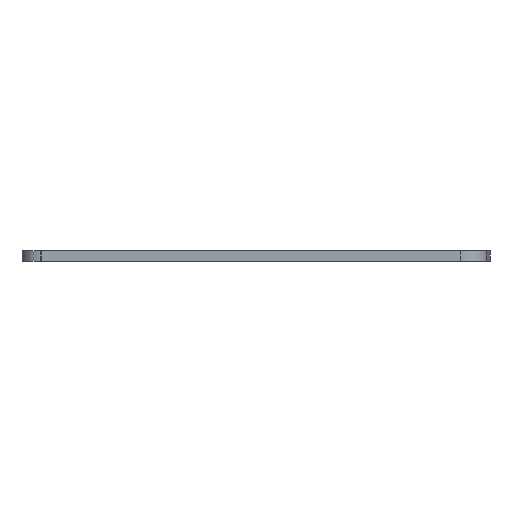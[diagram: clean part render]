
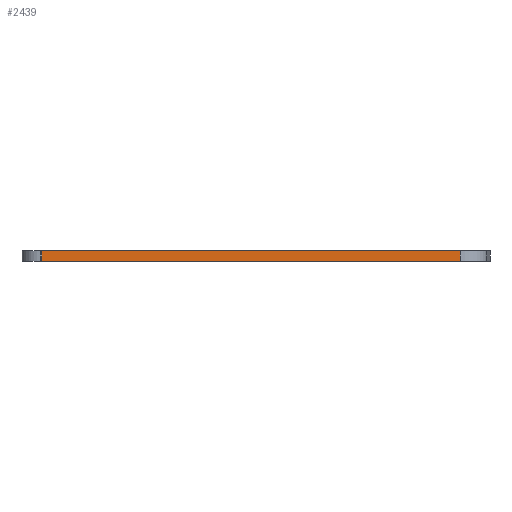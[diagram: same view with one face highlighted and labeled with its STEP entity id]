
A CAD part, front view. The second image highlights one B-rep face of the part: STEP entity #2439.
In plain terms, the highlighted planar face has unit normal (0, -1, 0).
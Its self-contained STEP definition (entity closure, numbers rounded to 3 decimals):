
#186 = VERTEX_POINT('',#187);
#187 = CARTESIAN_POINT('',(55.,-126.,0.));
#193 = EDGE_CURVE('',#194,#186,#196,.T.);
#194 = VERTEX_POINT('',#195);
#195 = CARTESIAN_POINT('',(118.,-126.,0.));
#196 = LINE('',#197,#198);
#197 = CARTESIAN_POINT('',(118.,-126.,0.));
#198 = VECTOR('',#199,1.);
#199 = DIRECTION('',(-1.,0.,0.));
#1235 = VERTEX_POINT('',#1236);
#1236 = CARTESIAN_POINT('',(55.,-126.,1.6));
#1242 = EDGE_CURVE('',#1243,#1235,#1245,.T.);
#1243 = VERTEX_POINT('',#1244);
#1244 = CARTESIAN_POINT('',(118.,-126.,1.6));
#1245 = LINE('',#1246,#1247);
#1246 = CARTESIAN_POINT('',(118.,-126.,1.6));
#1247 = VECTOR('',#1248,1.);
#1248 = DIRECTION('',(-1.,0.,0.));
#2409 = EDGE_CURVE('',#186,#1235,#2410,.T.);
#2410 = LINE('',#2411,#2412);
#2411 = CARTESIAN_POINT('',(55.,-126.,0.));
#2412 = VECTOR('',#2413,1.);
#2413 = DIRECTION('',(0.,0.,1.));
#2439 = ADVANCED_FACE('',(#2440),#2451,.T.);
#2440 = FACE_BOUND('',#2441,.T.);
#2441 = EDGE_LOOP('',(#2442,#2448,#2449,#2450));
#2442 = ORIENTED_EDGE('',*,*,#2443,.T.);
#2443 = EDGE_CURVE('',#194,#1243,#2444,.T.);
#2444 = LINE('',#2445,#2446);
#2445 = CARTESIAN_POINT('',(118.,-126.,0.));
#2446 = VECTOR('',#2447,1.);
#2447 = DIRECTION('',(0.,0.,1.));
#2448 = ORIENTED_EDGE('',*,*,#1242,.T.);
#2449 = ORIENTED_EDGE('',*,*,#2409,.F.);
#2450 = ORIENTED_EDGE('',*,*,#193,.F.);
#2451 = PLANE('',#2452);
#2452 = AXIS2_PLACEMENT_3D('',#2453,#2454,#2455);
#2453 = CARTESIAN_POINT('',(118.,-126.,0.));
#2454 = DIRECTION('',(0.,-1.,0.));
#2455 = DIRECTION('',(-1.,0.,0.));
